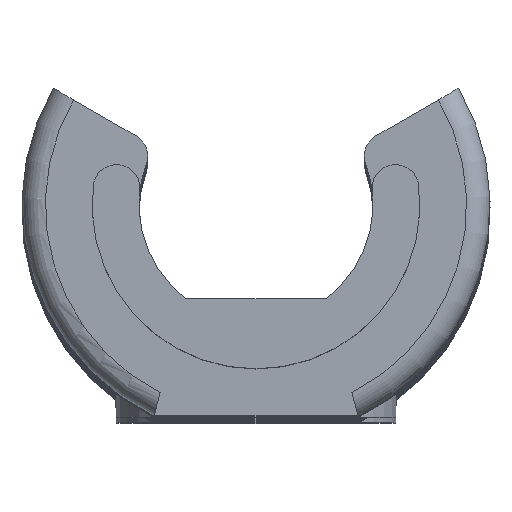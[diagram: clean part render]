
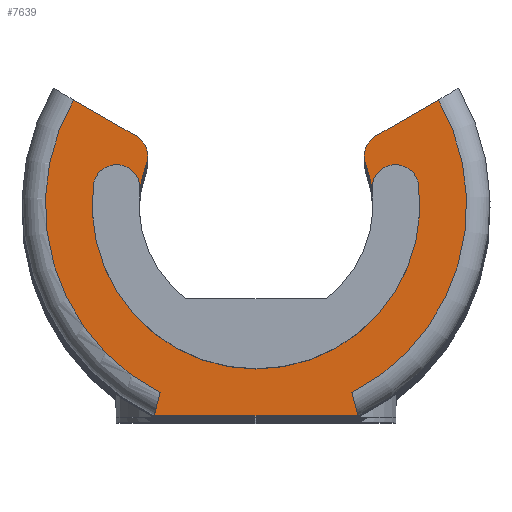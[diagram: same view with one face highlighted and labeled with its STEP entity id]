
A CAD part, top view. The second image highlights one B-rep face of the part: STEP entity #7639.
In plain terms, the highlighted planar face has unit normal (0, 0, 1).
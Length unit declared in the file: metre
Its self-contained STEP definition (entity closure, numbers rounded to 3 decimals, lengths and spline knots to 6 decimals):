
#566=FACE_OUTER_BOUND('',#995,.T.);
#995=EDGE_LOOP('',(#5852,#5853,#5854,#5855,#5856,#5857,#5858,#5859,#5860,
#5861,#5862,#5863,#5864,#5865));
#1487=CIRCLE('',#8331,0.009);
#1491=CIRCLE('',#8336,0.009);
#1502=CIRCLE('',#8352,0.007);
#1503=CIRCLE('',#8354,0.001);
#1504=CIRCLE('',#8355,0.001);
#1505=CIRCLE('',#8356,0.005);
#1506=CIRCLE('',#8357,0.001);
#1507=CIRCLE('',#8358,0.001);
#1508=CIRCLE('',#8359,0.005);
#2033=LINE('',#12944,#2573);
#2034=LINE('',#12946,#2574);
#2035=LINE('',#12948,#2575);
#2036=LINE('',#12949,#2576);
#2037=LINE('',#12951,#2577);
#2573=VECTOR('',#10074,1.);
#2574=VECTOR('',#10075,1.);
#2575=VECTOR('',#10076,1.);
#2576=VECTOR('',#10077,1.);
#2577=VECTOR('',#10078,1.);
#3221=VERTEX_POINT('',#12851);
#3222=VERTEX_POINT('',#12852);
#3227=VERTEX_POINT('',#12872);
#3228=VERTEX_POINT('',#12883);
#3237=VERTEX_POINT('',#12930);
#3238=VERTEX_POINT('',#12931);
#3239=VERTEX_POINT('',#12936);
#3240=VERTEX_POINT('',#12938);
#3241=VERTEX_POINT('',#12940);
#3242=VERTEX_POINT('',#12942);
#3243=VERTEX_POINT('',#12945);
#3244=VERTEX_POINT('',#12947);
#3245=VERTEX_POINT('',#12950);
#3246=VERTEX_POINT('',#12952);
#4186=EDGE_CURVE('',#3221,#3222,#1487,.F.);
#4192=EDGE_CURVE('',#3228,#3227,#1491,.F.);
#4207=EDGE_CURVE('',#3237,#3238,#1502,.T.);
#4210=EDGE_CURVE('',#3239,#3238,#1503,.T.);
#4211=EDGE_CURVE('',#3237,#3240,#1504,.T.);
#4212=EDGE_CURVE('',#3241,#3240,#1505,.F.);
#4213=EDGE_CURVE('',#3241,#3242,#1506,.F.);
#4214=EDGE_CURVE('',#3228,#3242,#2033,.T.);
#4215=EDGE_CURVE('',#3243,#3227,#2034,.T.);
#4216=EDGE_CURVE('',#3244,#3243,#2035,.T.);
#4217=EDGE_CURVE('',#3221,#3244,#2036,.T.);
#4218=EDGE_CURVE('',#3222,#3245,#2037,.T.);
#4219=EDGE_CURVE('',#3245,#3246,#1507,.F.);
#4220=EDGE_CURVE('',#3239,#3246,#1508,.F.);
#5852=ORIENTED_EDGE('',*,*,#4210,.T.);
#5853=ORIENTED_EDGE('',*,*,#4207,.F.);
#5854=ORIENTED_EDGE('',*,*,#4211,.T.);
#5855=ORIENTED_EDGE('',*,*,#4212,.F.);
#5856=ORIENTED_EDGE('',*,*,#4213,.T.);
#5857=ORIENTED_EDGE('',*,*,#4214,.F.);
#5858=ORIENTED_EDGE('',*,*,#4192,.T.);
#5859=ORIENTED_EDGE('',*,*,#4215,.F.);
#5860=ORIENTED_EDGE('',*,*,#4216,.F.);
#5861=ORIENTED_EDGE('',*,*,#4217,.F.);
#5862=ORIENTED_EDGE('',*,*,#4186,.T.);
#5863=ORIENTED_EDGE('',*,*,#4218,.T.);
#5864=ORIENTED_EDGE('',*,*,#4219,.T.);
#5865=ORIENTED_EDGE('',*,*,#4220,.F.);
#7339=PLANE('',#8353);
#7639=ADVANCED_FACE('',(#566),#7339,.F.);
#8331=AXIS2_PLACEMENT_3D('',#12853,#10016,#10017);
#8336=AXIS2_PLACEMENT_3D('',#12884,#10026,#10027);
#8352=AXIS2_PLACEMENT_3D('',#12932,#10060,#10061);
#8353=AXIS2_PLACEMENT_3D('',#12935,#10064,#10065);
#8354=AXIS2_PLACEMENT_3D('',#12937,#10066,#10067);
#8355=AXIS2_PLACEMENT_3D('',#12939,#10068,#10069);
#8356=AXIS2_PLACEMENT_3D('',#12941,#10070,#10071);
#8357=AXIS2_PLACEMENT_3D('',#12943,#10072,#10073);
#8358=AXIS2_PLACEMENT_3D('',#12953,#10079,#10080);
#8359=AXIS2_PLACEMENT_3D('',#12954,#10081,#10082);
#10016=DIRECTION('center_axis',(0.,0.,-1.));
#10017=DIRECTION('ref_axis',(-1.,0.,0.));
#10026=DIRECTION('center_axis',(0.,0.,-1.));
#10027=DIRECTION('ref_axis',(-1.,0.,0.));
#10060=DIRECTION('center_axis',(0.,0.,1.));
#10061=DIRECTION('ref_axis',(1.,0.,0.));
#10064=DIRECTION('center_axis',(0.,0.,-1.));
#10065=DIRECTION('ref_axis',(-1.,0.,0.));
#10066=DIRECTION('center_axis',(0.,0.,-1.));
#10067=DIRECTION('ref_axis',(-1.,0.,0.));
#10068=DIRECTION('center_axis',(0.,0.,-1.));
#10069=DIRECTION('ref_axis',(-1.,0.,0.));
#10070=DIRECTION('center_axis',(0.,0.,-1.));
#10071=DIRECTION('ref_axis',(-1.,0.,0.));
#10072=DIRECTION('center_axis',(0.,0.,-1.));
#10073=DIRECTION('ref_axis',(-1.,0.,0.));
#10074=DIRECTION('',(0.866,-0.5,0.));
#10075=DIRECTION('',(0.262,0.965,0.));
#10076=DIRECTION('',(-1.,0.,0.));
#10077=DIRECTION('',(0.262,-0.965,0.));
#10078=DIRECTION('',(-0.866,-0.5,0.));
#10079=DIRECTION('center_axis',(0.,0.,-1.));
#10080=DIRECTION('ref_axis',(-1.,0.,0.));
#10081=DIRECTION('center_axis',(0.,0.,-1.));
#10082=DIRECTION('ref_axis',(-1.,0.,0.));
#12851=CARTESIAN_POINT('',(0.004092,0.001984,-0.005));
#12852=CARTESIAN_POINT('',(0.007794,0.0145,-0.005));
#12853=CARTESIAN_POINT('Origin',(0.,0.01,-0.005));
#12872=CARTESIAN_POINT('',(-0.004092,0.001984,-0.005));
#12883=CARTESIAN_POINT('',(-0.007794,0.0145,-0.005));
#12884=CARTESIAN_POINT('Origin',(0.,0.01,-0.005));
#12930=CARTESIAN_POINT('',(-0.006949,0.010844,-0.005));
#12931=CARTESIAN_POINT('',(0.006949,0.010844,-0.005));
#12932=CARTESIAN_POINT('Origin',(0.,0.01,-0.005));
#12935=CARTESIAN_POINT('Origin',(-0.007361,0.01425,-0.005));
#12936=CARTESIAN_POINT('',(0.004964,0.010603,-0.005));
#12937=CARTESIAN_POINT('Origin',(0.005956,0.010724,
-0.005));
#12938=CARTESIAN_POINT('',(-0.004964,0.010603,-0.005));
#12939=CARTESIAN_POINT('Origin',(-0.005956,0.010724,
-0.005));
#12940=CARTESIAN_POINT('',(-0.004686,0.011743,-0.005));
#12941=CARTESIAN_POINT('Origin',(0.,0.01,-0.005));
#12942=CARTESIAN_POINT('',(-0.005123,0.012958,-0.005));
#12943=CARTESIAN_POINT('Origin',(-0.005623,0.012092,
-0.005));
#12944=CARTESIAN_POINT('',(-0.007361,0.01425,-0.005));
#12945=CARTESIAN_POINT('',(-0.004359,0.001,-0.005));
#12946=CARTESIAN_POINT('',(-0.003679,0.0035,-0.005));
#12947=CARTESIAN_POINT('',(0.004359,0.001,-0.005));
#12948=CARTESIAN_POINT('',(0.,0.001,-0.005));
#12949=CARTESIAN_POINT('',(0.003679,0.0035,-0.005));
#12950=CARTESIAN_POINT('',(0.005123,0.012958,-0.005));
#12951=CARTESIAN_POINT('',(0.007361,0.01425,-0.005));
#12952=CARTESIAN_POINT('',(0.004686,0.011743,-0.005));
#12953=CARTESIAN_POINT('Origin',(0.005623,0.012092,
-0.005));
#12954=CARTESIAN_POINT('Origin',(0.,0.01,-0.005));
